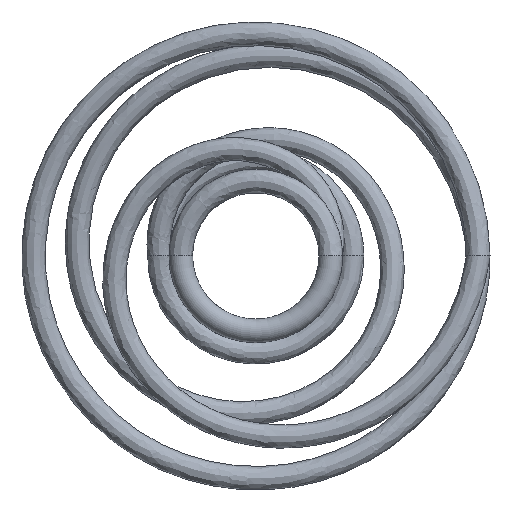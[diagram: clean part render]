
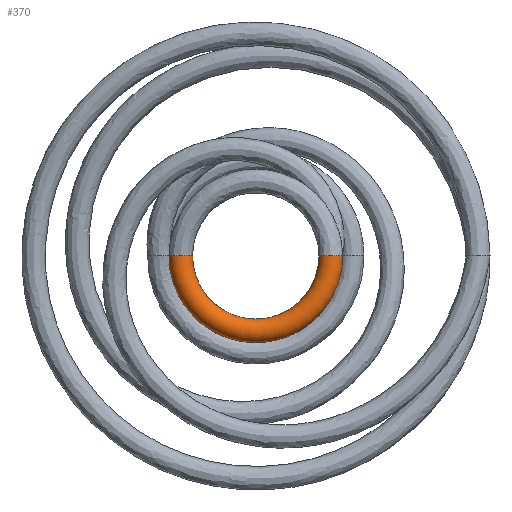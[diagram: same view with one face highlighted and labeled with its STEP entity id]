
A CAD part, front view. The second image highlights one B-rep face of the part: STEP entity #370.
In plain terms, the highlighted toroidal (fillet/blend) face has major radius 1.585 mm and minor radius 0.25 mm.
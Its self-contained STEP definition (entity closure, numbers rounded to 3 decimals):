
#168 = VERTEX_POINT ( 'NONE', #1558 ) ;
#290 = EDGE_LOOP ( 'NONE', ( #938, #1036, #1327, #1744 ) ) ;
#351 = EDGE_CURVE ( 'NONE', #168, #970, #1652, .T. ) ;
#370 = ADVANCED_FACE ( 'NONE', ( #498 ), #2099, .T. ) ;
#378 = DIRECTION ( 'NONE',  ( 1., 0., 0. ) ) ;
#388 = CARTESIAN_POINT ( 'NONE',  ( 1.835, 0., 0. ) ) ;
#422 = EDGE_CURVE ( 'NONE', #168, #1955, #1741, .T. ) ;
#498 = FACE_OUTER_BOUND ( 'NONE', #290, .T. ) ;
#621 = VERTEX_POINT ( 'NONE', #1448 ) ;
#674 = CIRCLE ( 'NONE', #1945, 0.25 ) ;
#713 = CARTESIAN_POINT ( 'NONE',  ( -1.335, 0., 0. ) ) ;
#727 = DIRECTION ( 'NONE',  ( 0., 0., 1. ) ) ;
#764 = DIRECTION ( 'NONE',  ( 1., 0., 0. ) ) ;
#916 = DIRECTION ( 'NONE',  ( 0., 1., 0. ) ) ;
#935 = EDGE_CURVE ( 'NONE', #1955, #621, #1776, .T. ) ;
#938 = ORIENTED_EDGE ( 'NONE', *, *, #935, .F. ) ;
#970 = VERTEX_POINT ( 'NONE', #713 ) ;
#1026 = AXIS2_PLACEMENT_3D ( 'NONE', #2232, #1314, #1132 ) ;
#1036 = ORIENTED_EDGE ( 'NONE', *, *, #422, .F. ) ;
#1132 = DIRECTION ( 'NONE',  ( 0., 0., 1. ) ) ;
#1199 = AXIS2_PLACEMENT_3D ( 'NONE', #2429, #1665, #727 ) ;
#1314 = DIRECTION ( 'NONE',  ( 0., 1., 0. ) ) ;
#1327 = ORIENTED_EDGE ( 'NONE', *, *, #351, .T. ) ;
#1448 = CARTESIAN_POINT ( 'NONE',  ( -1.835, 0., 0. ) ) ;
#1558 = CARTESIAN_POINT ( 'NONE',  ( 1.335, 0., 0. ) ) ;
#1652 = CIRCLE ( 'NONE', #1791, 1.335 ) ;
#1665 = DIRECTION ( 'NONE',  ( 0., 1., 0. ) ) ;
#1683 = DIRECTION ( 'NONE',  ( 0., 0., 1. ) ) ;
#1741 = CIRCLE ( 'NONE', #1911, 0.25 ) ;
#1744 = ORIENTED_EDGE ( 'NONE', *, *, #2430, .F. ) ;
#1776 = CIRCLE ( 'NONE', #1026, 1.835 ) ;
#1791 = AXIS2_PLACEMENT_3D ( 'NONE', #2448, #916, #1683 ) ;
#1873 = CARTESIAN_POINT ( 'NONE',  ( 1.585, 0., 0. ) ) ;
#1901 = DIRECTION ( 'NONE',  ( 0., 0., 1. ) ) ;
#1911 = AXIS2_PLACEMENT_3D ( 'NONE', #1873, #2064, #378 ) ;
#1912 = CARTESIAN_POINT ( 'NONE',  ( -1.585, 0., 0. ) ) ;
#1945 = AXIS2_PLACEMENT_3D ( 'NONE', #1912, #1901, #764 ) ;
#1955 = VERTEX_POINT ( 'NONE', #388 ) ;
#2064 = DIRECTION ( 'NONE',  ( 0., 0., 1. ) ) ;
#2099 = TOROIDAL_SURFACE ( 'NONE', #1199, 1.585, 0.25 ) ;
#2232 = CARTESIAN_POINT ( 'NONE',  ( 0., 0., 0. ) ) ;
#2429 = CARTESIAN_POINT ( 'NONE',  ( 0., 0., 0. ) ) ;
#2430 = EDGE_CURVE ( 'NONE', #621, #970, #674, .T. ) ;
#2448 = CARTESIAN_POINT ( 'NONE',  ( 0., 0., 0. ) ) ;
